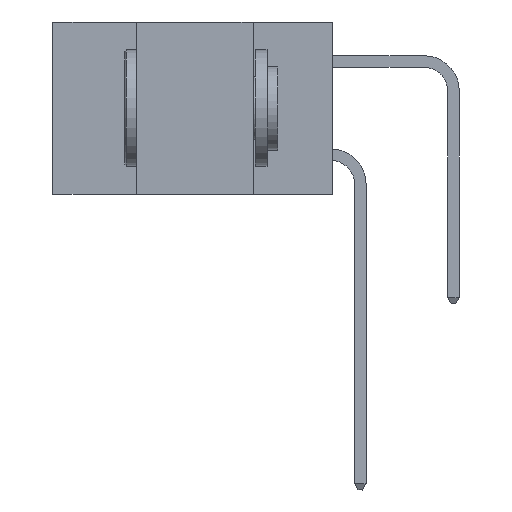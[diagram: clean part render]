
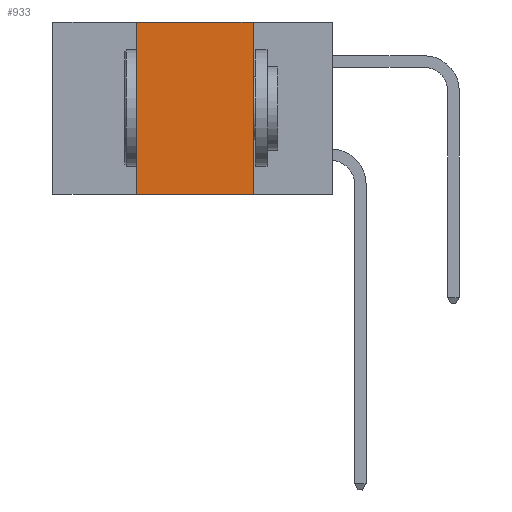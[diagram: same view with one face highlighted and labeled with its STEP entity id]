
A CAD part, left-side view. The second image highlights one B-rep face of the part: STEP entity #933.
In plain terms, the highlighted planar face has unit normal (-1, 0, 0).
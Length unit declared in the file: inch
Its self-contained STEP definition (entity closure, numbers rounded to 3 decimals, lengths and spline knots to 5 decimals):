
#250 = EDGE_CURVE ( 'NONE', #11290, #10471, #6766, .T. ) ;
#535 = DIRECTION ( 'NONE',  ( 1., 0., 0. ) ) ;
#933 = ADVANCED_FACE ( 'NONE', ( #12067 ), #14442, .F. ) ;
#1235 = LINE ( 'NONE', #5247, #2863 ) ;
#1534 = ORIENTED_EDGE ( 'NONE', *, *, #11562, .T. ) ;
#1943 = ORIENTED_EDGE ( 'NONE', *, *, #13249, .F. ) ;
#2273 = CARTESIAN_POINT ( 'NONE',  ( 0., 0.17, 0. ) ) ;
#2338 = AXIS2_PLACEMENT_3D ( 'NONE', #10809, #535, #12548 ) ;
#2537 = VERTEX_POINT ( 'NONE', #4512 ) ;
#2786 = VECTOR ( 'NONE', #18406, 39.37008 ) ;
#2863 = VECTOR ( 'NONE', #8576, 39.37008 ) ;
#4512 = CARTESIAN_POINT ( 'NONE',  ( 0., 0.17, -0.37 ) ) ;
#5247 = CARTESIAN_POINT ( 'NONE',  ( 0., 0.6, -0.37 ) ) ;
#5482 = CARTESIAN_POINT ( 'NONE',  ( 0., 0.17, 0. ) ) ;
#6766 = LINE ( 'NONE', #13235, #12967 ) ;
#7868 = ORIENTED_EDGE ( 'NONE', *, *, #250, .F. ) ;
#8576 = DIRECTION ( 'NONE',  ( 0., -1., 0. ) ) ;
#9175 = VECTOR ( 'NONE', #10858, 39.37008 ) ;
#10471 = VERTEX_POINT ( 'NONE', #2273 ) ;
#10809 = CARTESIAN_POINT ( 'NONE',  ( 0., 0.6, 0. ) ) ;
#10858 = DIRECTION ( 'NONE',  ( 0., 0., -1. ) ) ;
#11290 = VERTEX_POINT ( 'NONE', #17711 ) ;
#11562 = EDGE_CURVE ( 'NONE', #17101, #2537, #1235, .T. ) ;
#11868 = LINE ( 'NONE', #20312, #2786 ) ;
#12067 = FACE_OUTER_BOUND ( 'NONE', #17901, .T. ) ;
#12548 = DIRECTION ( 'NONE',  ( 0., 0., -1. ) ) ;
#12967 = VECTOR ( 'NONE', #15025, 39.37008 ) ;
#13235 = CARTESIAN_POINT ( 'NONE',  ( 0., 0.6, 0. ) ) ;
#13249 = EDGE_CURVE ( 'NONE', #17101, #11290, #11868, .T. ) ;
#14442 = PLANE ( 'NONE',  #2338 ) ;
#14623 = EDGE_CURVE ( 'NONE', #10471, #2537, #16691, .T. ) ;
#15025 = DIRECTION ( 'NONE',  ( 0., -1., 0. ) ) ;
#16691 = LINE ( 'NONE', #5482, #9175 ) ;
#17101 = VERTEX_POINT ( 'NONE', #20634 ) ;
#17711 = CARTESIAN_POINT ( 'NONE',  ( 0., 0.42, 0. ) ) ;
#17901 = EDGE_LOOP ( 'NONE', ( #20785, #7868, #1943, #1534 ) ) ;
#18406 = DIRECTION ( 'NONE',  ( 0., 0., 1. ) ) ;
#20312 = CARTESIAN_POINT ( 'NONE',  ( 0., 0.42, 0. ) ) ;
#20634 = CARTESIAN_POINT ( 'NONE',  ( 0., 0.42, -0.37 ) ) ;
#20785 = ORIENTED_EDGE ( 'NONE', *, *, #14623, .F. ) ;
